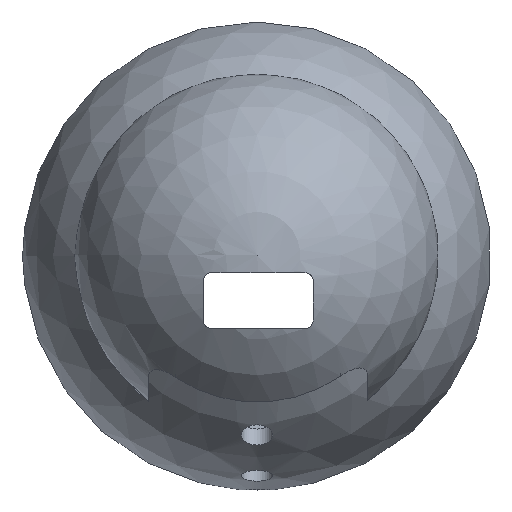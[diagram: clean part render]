
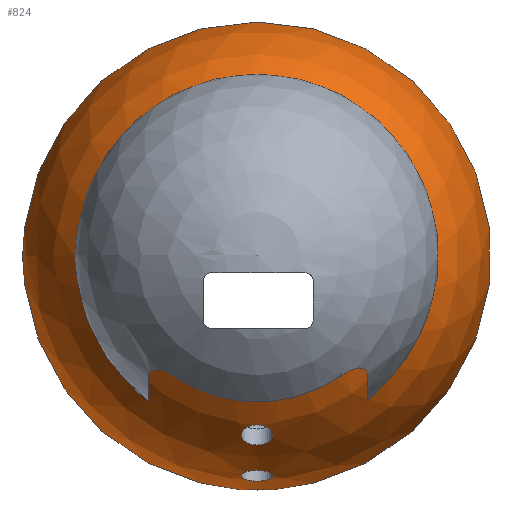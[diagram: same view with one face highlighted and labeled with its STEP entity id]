
A CAD part, top view. The second image highlights one B-rep face of the part: STEP entity #824.
In plain terms, the highlighted spherical face has radius 26.953 mm.
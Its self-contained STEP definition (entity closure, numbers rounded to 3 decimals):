
#41=FACE_BOUND('',#211,.T.);
#42=FACE_BOUND('',#212,.T.);
#43=FACE_BOUND('',#213,.T.);
#161=FACE_OUTER_BOUND('',#210,.T.);
#210=EDGE_LOOP('',(#666,#667,#668,#669,#670,#671,#672,#673,#674));
#211=EDGE_LOOP('',(#675));
#212=EDGE_LOOP('',(#676));
#213=EDGE_LOOP('',(#677));
#270=CIRCLE('',#851,21.61);
#272=CIRCLE('',#853,21.61);
#274=CIRCLE('',#855,21.61);
#275=CIRCLE('',#856,21.61);
#282=CIRCLE('',#865,21.959);
#284=CIRCLE('',#869,21.288);
#313=CIRCLE('',#921,14.226);
#314=CIRCLE('',#922,26.953);
#315=CIRCLE('',#923,1.797);
#316=CIRCLE('',#924,1.797);
#317=CIRCLE('',#925,1.797);
#332=VERTEX_POINT('',#1248);
#333=VERTEX_POINT('',#1249);
#334=VERTEX_POINT('',#1251);
#335=VERTEX_POINT('',#1253);
#336=VERTEX_POINT('',#1255);
#337=VERTEX_POINT('',#1257);
#398=VERTEX_POINT('',#1684);
#399=VERTEX_POINT('',#1687);
#400=VERTEX_POINT('',#1689);
#401=VERTEX_POINT('',#1691);
#418=EDGE_CURVE('',#332,#333,#270,.T.);
#420=EDGE_CURVE('',#335,#334,#272,.T.);
#422=EDGE_CURVE('',#337,#336,#274,.T.);
#423=EDGE_CURVE('',#333,#337,#275,.T.);
#435=EDGE_CURVE('',#334,#332,#282,.T.);
#440=EDGE_CURVE('',#336,#335,#284,.T.);
#508=EDGE_CURVE('',#398,#398,#313,.T.);
#509=EDGE_CURVE('',#398,#337,#314,.T.);
#510=EDGE_CURVE('',#399,#399,#315,.T.);
#511=EDGE_CURVE('',#400,#400,#316,.T.);
#512=EDGE_CURVE('',#401,#401,#317,.T.);
#666=ORIENTED_EDGE('',*,*,#508,.F.);
#667=ORIENTED_EDGE('',*,*,#509,.T.);
#668=ORIENTED_EDGE('',*,*,#422,.T.);
#669=ORIENTED_EDGE('',*,*,#440,.T.);
#670=ORIENTED_EDGE('',*,*,#420,.T.);
#671=ORIENTED_EDGE('',*,*,#435,.T.);
#672=ORIENTED_EDGE('',*,*,#418,.T.);
#673=ORIENTED_EDGE('',*,*,#423,.T.);
#674=ORIENTED_EDGE('',*,*,#509,.F.);
#675=ORIENTED_EDGE('',*,*,#510,.T.);
#676=ORIENTED_EDGE('',*,*,#511,.T.);
#677=ORIENTED_EDGE('',*,*,#512,.T.);
#794=SPHERICAL_SURFACE('',#920,26.953);
#824=ADVANCED_FACE('',(#161,#41,#42,#43),#794,.T.);
#851=AXIS2_PLACEMENT_3D('',#1250,#968,#969);
#853=AXIS2_PLACEMENT_3D('',#1254,#972,#973);
#855=AXIS2_PLACEMENT_3D('',#1258,#976,#977);
#856=AXIS2_PLACEMENT_3D('',#1259,#978,#979);
#865=AXIS2_PLACEMENT_3D('',#1296,#999,#1000);
#869=AXIS2_PLACEMENT_3D('',#1375,#1007,#1008);
#920=AXIS2_PLACEMENT_3D('',#1683,#1132,#1133);
#921=AXIS2_PLACEMENT_3D('',#1685,#1134,#1135);
#922=AXIS2_PLACEMENT_3D('',#1686,#1136,#1137);
#923=AXIS2_PLACEMENT_3D('',#1688,#1138,#1139);
#924=AXIS2_PLACEMENT_3D('',#1690,#1140,#1141);
#925=AXIS2_PLACEMENT_3D('',#1692,#1142,#1143);
#968=DIRECTION('center_axis',(-0.011,-0.056,0.998));
#969=DIRECTION('ref_axis',(0.,0.998,0.056));
#972=DIRECTION('center_axis',(-0.011,-0.056,0.998));
#973=DIRECTION('ref_axis',(0.,0.998,0.056));
#976=DIRECTION('center_axis',(-0.011,-0.056,0.998));
#977=DIRECTION('ref_axis',(0.,0.998,0.056));
#978=DIRECTION('center_axis',(-0.011,-0.056,0.998));
#979=DIRECTION('ref_axis',(0.,0.998,0.056));
#999=DIRECTION('center_axis',(0.,0.,1.));
#1000=DIRECTION('ref_axis',(0.,1.,0.));
#1007=DIRECTION('center_axis',(0.,0.,1.));
#1008=DIRECTION('ref_axis',(1.,0.,0.));
#1132=DIRECTION('center_axis',(0.,0.,1.));
#1133=DIRECTION('ref_axis',(1.,0.,0.));
#1134=DIRECTION('center_axis',(0.,0.,1.));
#1135=DIRECTION('ref_axis',(1.,0.,0.));
#1136=DIRECTION('center_axis',(0.,-1.,0.));
#1137=DIRECTION('ref_axis',(-1.,0.,0.));
#1138=DIRECTION('center_axis',(0.,0.766,-0.643));
#1139=DIRECTION('ref_axis',(0.,0.643,0.766));
#1140=DIRECTION('center_axis',(0.,0.94,-0.342));
#1141=DIRECTION('ref_axis',(0.,0.342,0.94));
#1142=DIRECTION('center_axis',(0.,1.,0.));
#1143=DIRECTION('ref_axis',(0.,0.,1.));
#1248=CARTESIAN_POINT('',(-19.846,12.512,-19.268));
#1249=CARTESIAN_POINT('',(-23.215,0.,-20.01));
#1250=CARTESIAN_POINT('Origin',(-1.626,0.902,-19.722));
#1251=CARTESIAN_POINT('',(19.624,4.803,-19.268));
#1253=CARTESIAN_POINT('',(16.635,-10.645,-20.171));
#1254=CARTESIAN_POINT('Origin',(-1.626,0.902,-19.722));
#1255=CARTESIAN_POINT('',(-22.889,-2.925,-20.171));
#1257=CARTESIAN_POINT('',(-23.215,-0.004,-20.01));
#1258=CARTESIAN_POINT('Origin',(-1.626,0.902,-19.722));
#1259=CARTESIAN_POINT('Origin',(-1.626,0.902,-19.722));
#1296=CARTESIAN_POINT('Origin',(-1.803,-0.004,
-19.268));
#1375=CARTESIAN_POINT('Origin',(-1.803,-0.004,
-20.171));
#1683=CARTESIAN_POINT('Origin',(-1.803,-0.004,
-3.64));
#1684=CARTESIAN_POINT('',(-16.029,-0.004,19.252));
#1685=CARTESIAN_POINT('Origin',(-1.803,-0.004,
19.252));
#1686=CARTESIAN_POINT('Origin',(-1.803,-0.004,
-3.64));
#1687=CARTESIAN_POINT('',(-1.803,-21.76,12.27));
#1688=CARTESIAN_POINT('Origin',(-1.803,-20.605,13.646));
#1689=CARTESIAN_POINT('',(-1.803,-25.889,3.869));
#1690=CARTESIAN_POINT('Origin',(-1.803,-25.275,5.558));
#1691=CARTESIAN_POINT('',(-1.803,-26.897,-5.437));
#1692=CARTESIAN_POINT('Origin',(-1.803,-26.897,-3.64));
